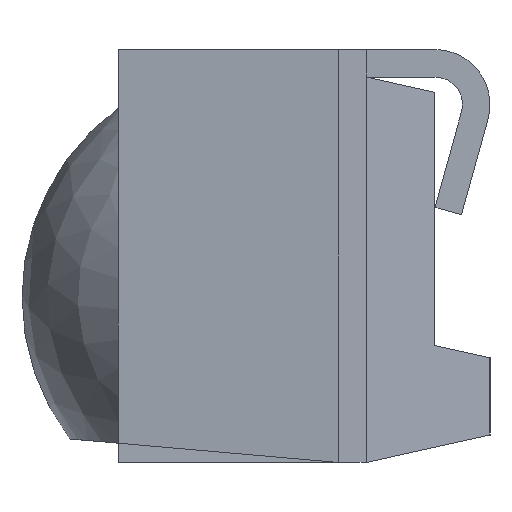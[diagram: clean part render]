
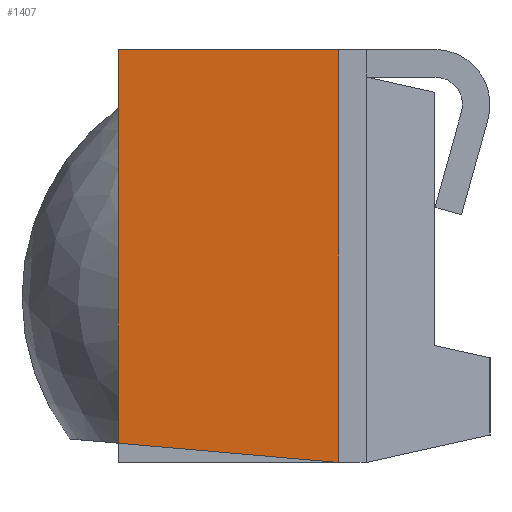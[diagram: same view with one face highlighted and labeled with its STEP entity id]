
A CAD part, left-side view. The second image highlights one B-rep face of the part: STEP entity #1407.
In plain terms, the highlighted planar face has unit normal (-0.996, 0.087, 0).
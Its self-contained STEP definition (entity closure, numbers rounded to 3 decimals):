
#1 = DIRECTION ( 'NONE',  ( 0.087, 0.996, 0. ) ) ;
#74 = CARTESIAN_POINT ( 'NONE',  ( -3.16, 2.7, -1.36 ) ) ;
#116 = LINE ( 'NONE', #668, #141 ) ;
#133 = LINE ( 'NONE', #1963, #481 ) ;
#141 = VECTOR ( 'NONE', #1028, 1000. ) ;
#155 = DIRECTION ( 'NONE',  ( 0.087, 0.992, 0.087 ) ) ;
#286 = EDGE_CURVE ( 'NONE', #1229, #1898, #133, .T. ) ;
#296 = ORIENTED_EDGE ( 'NONE', *, *, #1431, .F. ) ;
#331 = VECTOR ( 'NONE', #1649, 1000. ) ;
#345 = VERTEX_POINT ( 'NONE', #1233 ) ;
#481 = VECTOR ( 'NONE', #2306, 1000. ) ;
#668 = CARTESIAN_POINT ( 'NONE',  ( -3.3, 1.1, 1.5 ) ) ;
#758 = CARTESIAN_POINT ( 'NONE',  ( -3.3, 1.1, -1.5 ) ) ;
#776 = ORIENTED_EDGE ( 'NONE', *, *, #969, .T. ) ;
#873 = VECTOR ( 'NONE', #155, 1000. ) ;
#949 = AXIS2_PLACEMENT_3D ( 'NONE', #1956, #2314, #1 ) ;
#969 = EDGE_CURVE ( 'NONE', #2345, #345, #1114, .T. ) ;
#1028 = DIRECTION ( 'NONE',  ( 0.087, 0.996, 0. ) ) ;
#1048 = ORIENTED_EDGE ( 'NONE', *, *, #286, .F. ) ;
#1074 = CARTESIAN_POINT ( 'NONE',  ( -3.3, 1.1, -1.5 ) ) ;
#1085 = CARTESIAN_POINT ( 'NONE',  ( -3.25, 1.669, -1.45 ) ) ;
#1114 = LINE ( 'NONE', #758, #331 ) ;
#1229 = VERTEX_POINT ( 'NONE', #74 ) ;
#1233 = CARTESIAN_POINT ( 'NONE',  ( -3.3, 1.1, 1.5 ) ) ;
#1407 = ADVANCED_FACE ( 'NONE', ( #2152 ), #1995, .F. ) ;
#1431 = EDGE_CURVE ( 'NONE', #2345, #1229, #1984, .T. ) ;
#1448 = EDGE_LOOP ( 'NONE', ( #776, #1539, #1048, #296 ) ) ;
#1539 = ORIENTED_EDGE ( 'NONE', *, *, #2351, .T. ) ;
#1649 = DIRECTION ( 'NONE',  ( 0., 0., 1. ) ) ;
#1854 = CARTESIAN_POINT ( 'NONE',  ( -3.16, 2.7, 1.5 ) ) ;
#1898 = VERTEX_POINT ( 'NONE', #1854 ) ;
#1956 = CARTESIAN_POINT ( 'NONE',  ( -3.3, 1.1, -1.5 ) ) ;
#1963 = CARTESIAN_POINT ( 'NONE',  ( -3.16, 2.7, -1.5 ) ) ;
#1984 = LINE ( 'NONE', #1085, #873 ) ;
#1995 = PLANE ( 'NONE',  #949 ) ;
#2152 = FACE_OUTER_BOUND ( 'NONE', #1448, .T. ) ;
#2306 = DIRECTION ( 'NONE',  ( 0., 0., 1. ) ) ;
#2314 = DIRECTION ( 'NONE',  ( 0.996, -0.087, 0. ) ) ;
#2345 = VERTEX_POINT ( 'NONE', #1074 ) ;
#2351 = EDGE_CURVE ( 'NONE', #345, #1898, #116, .T. ) ;
